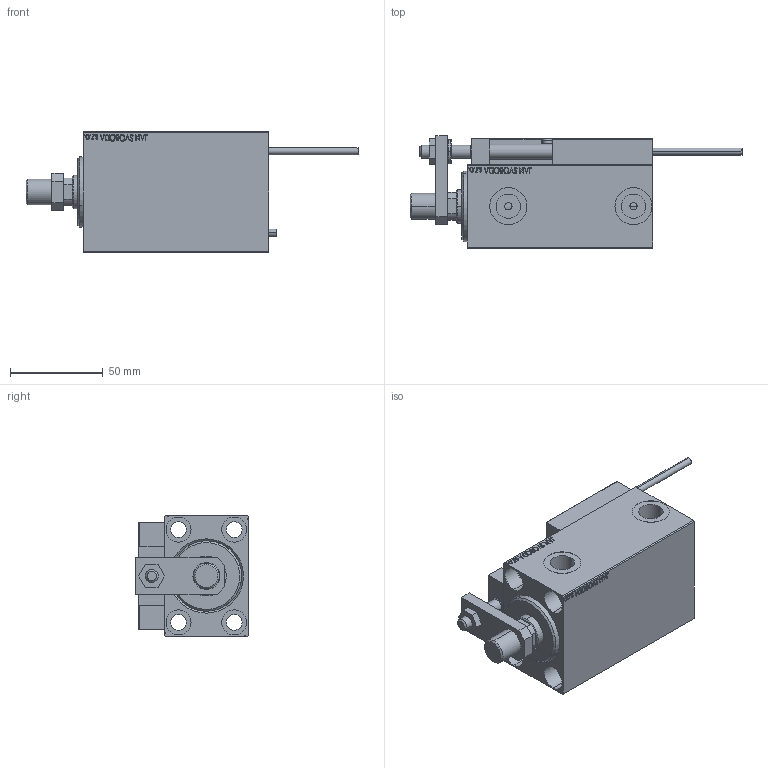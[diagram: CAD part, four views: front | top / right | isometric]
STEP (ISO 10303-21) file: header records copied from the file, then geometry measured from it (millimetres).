
FILE_DESCRIPTION (( 'STEP AP203' ), '1' );
FILE_NAME ('bde3.STEP', '2021-11-01T13:00:04', ( '' ), ( '' ), 'SwSTEP 2.0', 'SolidWorks 2019', '' );
FILE_SCHEMA (( 'CONFIG_CONTROL_DESIGN' ));
Length unit declared in the file: millimetre
Products named in the file (16): SWITCH DIM B,W b40398041ad7f805196c6248097c90fe; V450CM_VC_B b40398041ad7f805196c6248097c90fe; ALLEN BOLT D5 b40398041ad7f805196c6248097c90fe; V450CM_C_VCP b40398041ad7f805196c6248097c90fe; TYC_L79 b40398041ad7f805196c6248097c90fe; NUT_D12 b40398041ad7f805196c6248097c90fe; V450CM_C b40398041ad7f805196c6248097c90fe; bde3; SWITCH_X_FRONT_BACK b40398041ad7f805196c6248097c90fe; ALLEN BOLT D8 b40398041ad7f805196c6248097c90fe; SWITCH X b40398041ad7f805196c6248097c90fe; Block b40398041ad7f805196c6248097c90fe; MAGNET b40398041ad7f805196c6248097c90fe; V450CM_MALE_METRIC b40398041ad7f805196c6248097c90fe; ZARAZKA b40398041ad7f805196c6248097c90fe; KONCOVKA b40398041ad7f805196c6248097c90fe
Assembly tree (25 placements, depth 3):
  bde3
    V450CM_C b40398041ad7f805196c6248097c90fe
    SWITCH X b40398041ad7f805196c6248097c90fe
      SWITCH_X_FRONT_BACK b40398041ad7f805196c6248097c90fe  x2
      TYC_L79 b40398041ad7f805196c6248097c90fe
      Block b40398041ad7f805196c6248097c90fe  x2
      ALLEN BOLT D5 b40398041ad7f805196c6248097c90fe  x4
      ALLEN BOLT D8 b40398041ad7f805196c6248097c90fe  x4
      MAGNET b40398041ad7f805196c6248097c90fe  x2
      KONCOVKA b40398041ad7f805196c6248097c90fe  x2
    NUT_D12 b40398041ad7f805196c6248097c90fe
    SWITCH DIM B,W b40398041ad7f805196c6248097c90fe
    ZARAZKA b40398041ad7f805196c6248097c90fe
    V450CM_C_VCP b40398041ad7f805196c6248097c90fe
    V450CM_VC_B b40398041ad7f805196c6248097c90fe
    V450CM_MALE_METRIC b40398041ad7f805196c6248097c90fe
Bounding box: 179 x 60.5 x 65 mm (x, y, z)
Volume: 301369.6 mm3; surface area: 86523 mm2
Topology: 24 solids, 24 shells, 1295 faces, 3097 edges, 1979 vertices
Faces by surface type: plane 563, bspline 380, cylinder 192, cone 110, torus 46, sphere 4
Entity records: 50743 total; most frequent: CARTESIAN_POINT 26073, ORIENTED_EDGE 5214, DIRECTION 3529, EDGE_CURVE 2607, VERTEX_POINT 1703, VECTOR 1495, LINE 1495, EDGE_LOOP 1206
